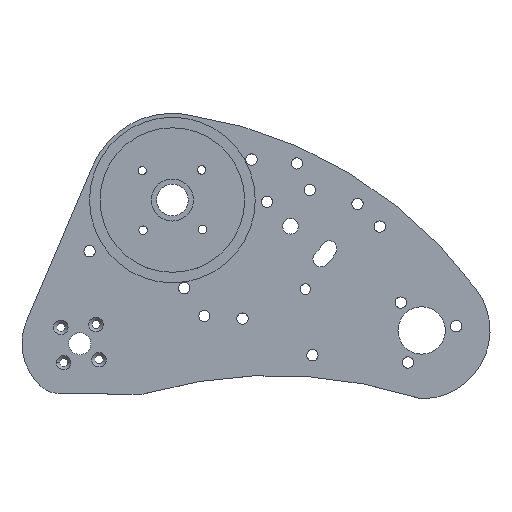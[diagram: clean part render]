
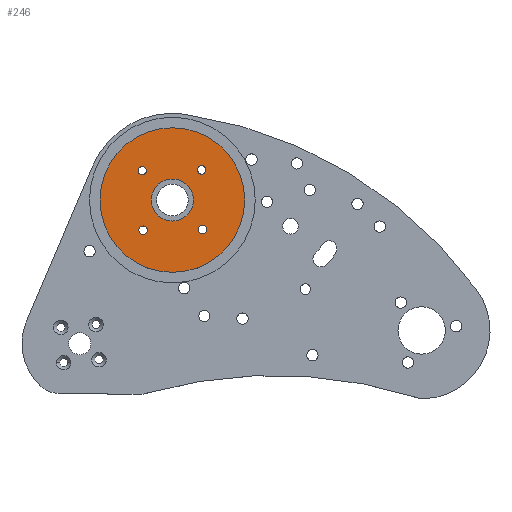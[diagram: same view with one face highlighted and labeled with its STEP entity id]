
A CAD part, top view. The second image highlights one B-rep face of the part: STEP entity #246.
In plain terms, the highlighted planar face has unit normal (0, 0, 1).
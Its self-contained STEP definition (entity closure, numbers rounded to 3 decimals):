
#14 = DIRECTION ( 'NONE',  ( 1., 0., 0. ) ) ;
#118 = EDGE_CURVE ( 'NONE', #248, #1871, #2486, .T. ) ;
#127 = ORIENTED_EDGE ( 'NONE', *, *, #318, .F. ) ;
#159 = AXIS2_PLACEMENT_3D ( 'NONE', #281, #2423, #822 ) ;
#207 = CARTESIAN_POINT ( 'NONE',  ( 47.944, 66.071, 4. ) ) ;
#222 = VERTEX_POINT ( 'NONE', #657 ) ;
#246 = ADVANCED_FACE ( 'NONE', ( #2110, #597, #1379, #1126, #433, #1779 ), #3064, .T. ) ;
#248 = VERTEX_POINT ( 'NONE', #970 ) ;
#279 = CIRCLE ( 'NONE', #2641, 1.6 ) ;
#281 = CARTESIAN_POINT ( 'NONE',  ( 46.344, 66.071, 4. ) ) ;
#282 = CARTESIAN_POINT ( 'NONE',  ( 46.344, 66.071, 4. ) ) ;
#318 = EDGE_CURVE ( 'NONE', #701, #1612, #2222, .T. ) ;
#335 = CIRCLE ( 'NONE', #2628, 1.6 ) ;
#394 = CIRCLE ( 'NONE', #159, 1.6 ) ;
#404 = CARTESIAN_POINT ( 'NONE',  ( 46.662, 43.446, 4. ) ) ;
#433 = FACE_BOUND ( 'NONE', #1336, .T. ) ;
#442 = DIRECTION ( 'NONE',  ( 0., 0., 1. ) ) ;
#446 = AXIS2_PLACEMENT_3D ( 'NONE', #895, #3248, #2496 ) ;
#453 = EDGE_CURVE ( 'NONE', #1285, #3347, #394, .T. ) ;
#495 = DIRECTION ( 'NONE',  ( 1., 0., 0. ) ) ;
#516 = AXIS2_PLACEMENT_3D ( 'NONE', #610, #3259, #1714 ) ;
#531 = CARTESIAN_POINT ( 'NONE',  ( 25.637, 43.129, 4. ) ) ;
#537 = DIRECTION ( 'NONE',  ( 0., 0., 1. ) ) ;
#543 = EDGE_CURVE ( 'NONE', #1148, #222, #2187, .T. ) ;
#549 = CARTESIAN_POINT ( 'NONE',  ( 35.191, 54.6, 4. ) ) ;
#577 = EDGE_CURVE ( 'NONE', #2325, #1334, #1653, .T. ) ;
#593 = AXIS2_PLACEMENT_3D ( 'NONE', #2989, #2493, #2215 ) ;
#595 = CIRCLE ( 'NONE', #1236, 27.5 ) ;
#597 = FACE_BOUND ( 'NONE', #614, .T. ) ;
#600 = ORIENTED_EDGE ( 'NONE', *, *, #3203, .F. ) ;
#610 = CARTESIAN_POINT ( 'NONE',  ( 46.662, 43.446, 4. ) ) ;
#614 = EDGE_LOOP ( 'NONE', ( #1440, #3382 ) ) ;
#653 = EDGE_CURVE ( 'NONE', #1334, #2325, #279, .T. ) ;
#657 = CARTESIAN_POINT ( 'NONE',  ( 25.319, 65.754, 4. ) ) ;
#667 = DIRECTION ( 'NONE',  ( 1., 0., 0. ) ) ;
#701 = VERTEX_POINT ( 'NONE', #944 ) ;
#822 = DIRECTION ( 'NONE',  ( 1., 0., 0. ) ) ;
#849 = CARTESIAN_POINT ( 'NONE',  ( 35.191, 54.6, 4. ) ) ;
#895 = CARTESIAN_POINT ( 'NONE',  ( 23.719, 65.754, 4. ) ) ;
#898 = EDGE_CURVE ( 'NONE', #2454, #2078, #3413, .T. ) ;
#917 = EDGE_CURVE ( 'NONE', #1871, #248, #595, .T. ) ;
#944 = CARTESIAN_POINT ( 'NONE',  ( 22.437, 43.129, 4. ) ) ;
#970 = CARTESIAN_POINT ( 'NONE',  ( 62.691, 54.6, 4. ) ) ;
#972 = ORIENTED_EDGE ( 'NONE', *, *, #917, .T. ) ;
#1060 = AXIS2_PLACEMENT_3D ( 'NONE', #1776, #3351, #667 ) ;
#1117 = CIRCLE ( 'NONE', #1968, 1.6 ) ;
#1126 = FACE_BOUND ( 'NONE', #2295, .T. ) ;
#1148 = VERTEX_POINT ( 'NONE', #3053 ) ;
#1158 = ORIENTED_EDGE ( 'NONE', *, *, #118, .T. ) ;
#1190 = CARTESIAN_POINT ( 'NONE',  ( 7.691, 54.6, 4. ) ) ;
#1192 = CARTESIAN_POINT ( 'NONE',  ( 24.037, 43.129, 4. ) ) ;
#1204 = CIRCLE ( 'NONE', #1502, 1.6 ) ;
#1205 = CARTESIAN_POINT ( 'NONE',  ( 45.062, 43.446, 4. ) ) ;
#1227 = ORIENTED_EDGE ( 'NONE', *, *, #543, .F. ) ;
#1236 = AXIS2_PLACEMENT_3D ( 'NONE', #549, #537, #14 ) ;
#1285 = VERTEX_POINT ( 'NONE', #207 ) ;
#1334 = VERTEX_POINT ( 'NONE', #1205 ) ;
#1336 = EDGE_LOOP ( 'NONE', ( #2086, #2935 ) ) ;
#1345 = ORIENTED_EDGE ( 'NONE', *, *, #898, .F. ) ;
#1366 = EDGE_LOOP ( 'NONE', ( #127, #600 ) ) ;
#1379 = FACE_BOUND ( 'NONE', #1366, .T. ) ;
#1382 = DIRECTION ( 'NONE',  ( 0., 0., 1. ) ) ;
#1385 = EDGE_LOOP ( 'NONE', ( #1345, #3145 ) ) ;
#1392 = CARTESIAN_POINT ( 'NONE',  ( 48.262, 43.446, 4. ) ) ;
#1440 = ORIENTED_EDGE ( 'NONE', *, *, #653, .F. ) ;
#1485 = EDGE_LOOP ( 'NONE', ( #1158, #972 ) ) ;
#1502 = AXIS2_PLACEMENT_3D ( 'NONE', #282, #3139, #1834 ) ;
#1527 = ORIENTED_EDGE ( 'NONE', *, *, #1568, .F. ) ;
#1568 = EDGE_CURVE ( 'NONE', #222, #1148, #1117, .T. ) ;
#1612 = VERTEX_POINT ( 'NONE', #531 ) ;
#1623 = CARTESIAN_POINT ( 'NONE',  ( 35.191, 54.6, 4. ) ) ;
#1653 = CIRCLE ( 'NONE', #516, 1.6 ) ;
#1713 = DIRECTION ( 'NONE',  ( 1., 0., 0. ) ) ;
#1714 = DIRECTION ( 'NONE',  ( 1., 0., 0. ) ) ;
#1772 = AXIS2_PLACEMENT_3D ( 'NONE', #1623, #1898, #2162 ) ;
#1775 = CARTESIAN_POINT ( 'NONE',  ( 43.191, 54.6, 4. ) ) ;
#1776 = CARTESIAN_POINT ( 'NONE',  ( 15.828, -78.368, 4. ) ) ;
#1779 = FACE_OUTER_BOUND ( 'NONE', #1485, .T. ) ;
#1834 = DIRECTION ( 'NONE',  ( 1., 0., 0. ) ) ;
#1838 = CARTESIAN_POINT ( 'NONE',  ( 27.191, 54.6, 4. ) ) ;
#1871 = VERTEX_POINT ( 'NONE', #1190 ) ;
#1898 = DIRECTION ( 'NONE',  ( 0., 0., 1. ) ) ;
#1968 = AXIS2_PLACEMENT_3D ( 'NONE', #3212, #2137, #3190 ) ;
#2031 = AXIS2_PLACEMENT_3D ( 'NONE', #2889, #2104, #495 ) ;
#2078 = VERTEX_POINT ( 'NONE', #1838 ) ;
#2086 = ORIENTED_EDGE ( 'NONE', *, *, #2918, .F. ) ;
#2104 = DIRECTION ( 'NONE',  ( 0., 0., 1. ) ) ;
#2110 = FACE_BOUND ( 'NONE', #1385, .T. ) ;
#2137 = DIRECTION ( 'NONE',  ( 0., 0., 1. ) ) ;
#2162 = DIRECTION ( 'NONE',  ( 1., 0., 0. ) ) ;
#2187 = CIRCLE ( 'NONE', #446, 1.6 ) ;
#2215 = DIRECTION ( 'NONE',  ( 1., 0., 0. ) ) ;
#2222 = CIRCLE ( 'NONE', #2031, 1.6 ) ;
#2248 = EDGE_CURVE ( 'NONE', #2078, #2454, #2622, .T. ) ;
#2295 = EDGE_LOOP ( 'NONE', ( #1227, #1527 ) ) ;
#2305 = CARTESIAN_POINT ( 'NONE',  ( 44.744, 66.071, 4. ) ) ;
#2325 = VERTEX_POINT ( 'NONE', #1392 ) ;
#2423 = DIRECTION ( 'NONE',  ( 0., 0., 1. ) ) ;
#2454 = VERTEX_POINT ( 'NONE', #1775 ) ;
#2470 = DIRECTION ( 'NONE',  ( 1., 0., 0. ) ) ;
#2486 = CIRCLE ( 'NONE', #593, 27.5 ) ;
#2493 = DIRECTION ( 'NONE',  ( 0., 0., 1. ) ) ;
#2496 = DIRECTION ( 'NONE',  ( 1., 0., 0. ) ) ;
#2622 = CIRCLE ( 'NONE', #3121, 8. ) ;
#2628 = AXIS2_PLACEMENT_3D ( 'NONE', #1192, #3056, #1713 ) ;
#2641 = AXIS2_PLACEMENT_3D ( 'NONE', #404, #442, #3320 ) ;
#2889 = CARTESIAN_POINT ( 'NONE',  ( 24.037, 43.129, 4. ) ) ;
#2918 = EDGE_CURVE ( 'NONE', #3347, #1285, #1204, .T. ) ;
#2935 = ORIENTED_EDGE ( 'NONE', *, *, #453, .F. ) ;
#2989 = CARTESIAN_POINT ( 'NONE',  ( 35.191, 54.6, 4. ) ) ;
#3053 = CARTESIAN_POINT ( 'NONE',  ( 22.119, 65.754, 4. ) ) ;
#3056 = DIRECTION ( 'NONE',  ( 0., 0., 1. ) ) ;
#3064 = PLANE ( 'NONE',  #1060 ) ;
#3121 = AXIS2_PLACEMENT_3D ( 'NONE', #849, #1382, #2470 ) ;
#3139 = DIRECTION ( 'NONE',  ( 0., 0., 1. ) ) ;
#3145 = ORIENTED_EDGE ( 'NONE', *, *, #2248, .F. ) ;
#3190 = DIRECTION ( 'NONE',  ( 1., 0., 0. ) ) ;
#3203 = EDGE_CURVE ( 'NONE', #1612, #701, #335, .T. ) ;
#3212 = CARTESIAN_POINT ( 'NONE',  ( 23.719, 65.754, 4. ) ) ;
#3248 = DIRECTION ( 'NONE',  ( 0., 0., 1. ) ) ;
#3259 = DIRECTION ( 'NONE',  ( 0., 0., 1. ) ) ;
#3320 = DIRECTION ( 'NONE',  ( 1., 0., 0. ) ) ;
#3347 = VERTEX_POINT ( 'NONE', #2305 ) ;
#3351 = DIRECTION ( 'NONE',  ( 0., 0., 1. ) ) ;
#3382 = ORIENTED_EDGE ( 'NONE', *, *, #577, .F. ) ;
#3413 = CIRCLE ( 'NONE', #1772, 8. ) ;
